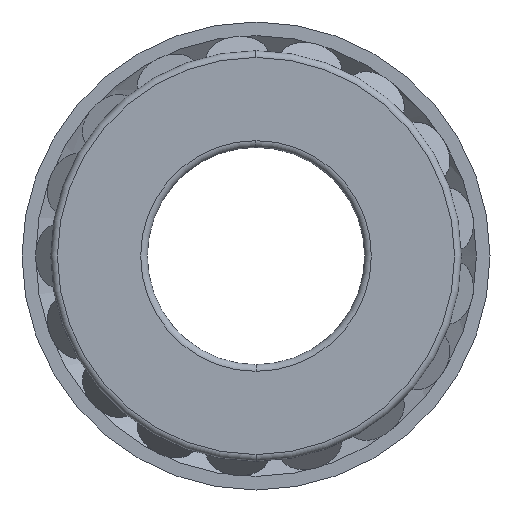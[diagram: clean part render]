
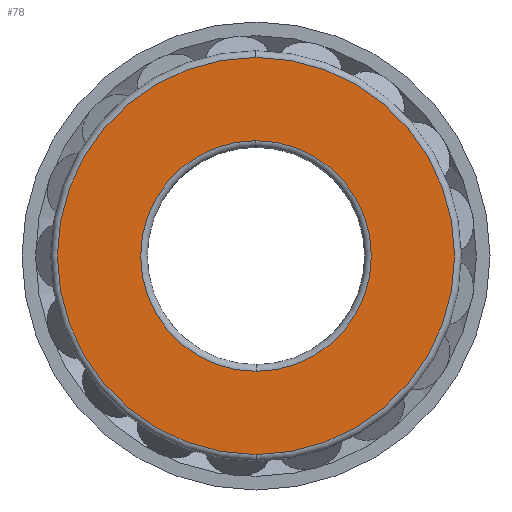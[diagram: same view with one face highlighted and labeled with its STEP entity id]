
A CAD part, left-side view. The second image highlights one B-rep face of the part: STEP entity #78.
In plain terms, the highlighted planar face has unit normal (-1, 0, 0).
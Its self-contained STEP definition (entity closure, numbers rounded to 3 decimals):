
#78=ADVANCED_FACE('',(#229,#230),#231,.T.);
#229=FACE_OUTER_BOUND('',#533,.T.);
#230=FACE_BOUND('',#534,.T.);
#231=PLANE('',#535);
#533=EDGE_LOOP('',(#928,#929,#930));
#534=EDGE_LOOP('',(#931,#932,#933));
#535=AXIS2_PLACEMENT_3D('',#934,#935,#936);
#928=ORIENTED_EDGE('',*,*,#1895,.F.);
#929=ORIENTED_EDGE('',*,*,#1896,.F.);
#930=ORIENTED_EDGE('',*,*,#1857,.F.);
#931=ORIENTED_EDGE('',*,*,#1893,.T.);
#932=ORIENTED_EDGE('',*,*,#1864,.T.);
#933=ORIENTED_EDGE('',*,*,#1894,.T.);
#934=CARTESIAN_POINT('',(0.,46.95,0.0));
#935=DIRECTION('',(-1.0,0.,0.0));
#936=DIRECTION('',(0.,-1.0,0.0));
#1857=EDGE_CURVE('',#2187,#2189,#2190,.T.);
#1864=EDGE_CURVE('',#2195,#2201,#2203,.T.);
#1893=EDGE_CURVE('',#2248,#2195,#2249,.T.);
#1894=EDGE_CURVE('',#2201,#2248,#2250,.T.);
#1895=EDGE_CURVE('',#2251,#2187,#2252,.T.);
#1896=EDGE_CURVE('',#2189,#2251,#2253,.T.);
#2187=VERTEX_POINT('',#2749);
#2189=VERTEX_POINT('',#2751);
#2190=CIRCLE('',#2752,59.4);
#2195=VERTEX_POINT('',#2757);
#2201=VERTEX_POINT('',#2763);
#2203=CIRCLE('',#2765,34.5);
#2248=VERTEX_POINT('',#2818);
#2249=CIRCLE('',#2819,34.5);
#2250=CIRCLE('',#2820,34.5);
#2251=VERTEX_POINT('',#2821);
#2252=CIRCLE('',#2822,59.4);
#2253=CIRCLE('',#2823,59.4);
#2749=CARTESIAN_POINT('',(0.,0.,59.4));
#2751=CARTESIAN_POINT('',(0.,0.,-59.4));
#2752=AXIS2_PLACEMENT_3D('',#4815,#4816,#4817);
#2757=CARTESIAN_POINT('',(0.,0.,34.5));
#2763=CARTESIAN_POINT('',(0.,0.,-34.5));
#2765=AXIS2_PLACEMENT_3D('',#4836,#4837,#4838);
#2818=CARTESIAN_POINT('',(0.,34.5,0.0));
#2819=AXIS2_PLACEMENT_3D('',#4907,#4908,#4909);
#2820=AXIS2_PLACEMENT_3D('',#4910,#4911,#4912);
#2821=CARTESIAN_POINT('',(0.,59.4,0.0));
#2822=AXIS2_PLACEMENT_3D('',#4913,#4914,#4915);
#2823=AXIS2_PLACEMENT_3D('',#4916,#4917,#4918);
#4815=CARTESIAN_POINT('',(0.0,0.0,0.0));
#4816=DIRECTION('',(1.0,0.,0.0));
#4817=DIRECTION('',(0.,1.0,0.0));
#4836=CARTESIAN_POINT('',(0.0,0.0,0.0));
#4837=DIRECTION('',(1.0,0.,0.0));
#4838=DIRECTION('',(0.,1.0,0.0));
#4907=CARTESIAN_POINT('',(0.0,0.0,0.0));
#4908=DIRECTION('',(1.0,0.,0.0));
#4909=DIRECTION('',(0.,1.0,0.0));
#4910=CARTESIAN_POINT('',(0.0,0.0,0.0));
#4911=DIRECTION('',(1.0,0.,0.0));
#4912=DIRECTION('',(0.,1.0,0.0));
#4913=CARTESIAN_POINT('',(0.0,0.0,0.0));
#4914=DIRECTION('',(1.0,0.,0.0));
#4915=DIRECTION('',(0.,1.0,0.0));
#4916=CARTESIAN_POINT('',(0.0,0.0,0.0));
#4917=DIRECTION('',(1.0,0.,0.0));
#4918=DIRECTION('',(0.,1.0,0.0));
